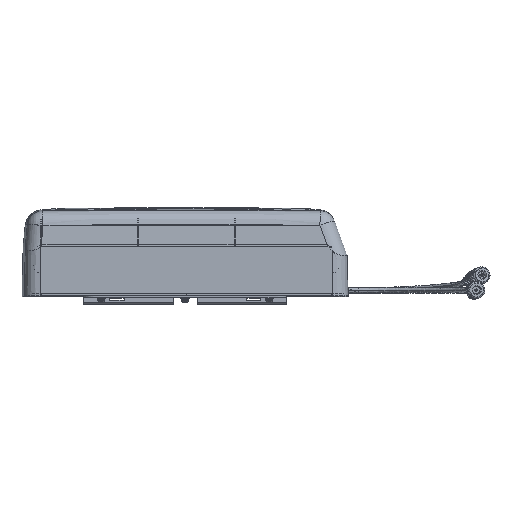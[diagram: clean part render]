
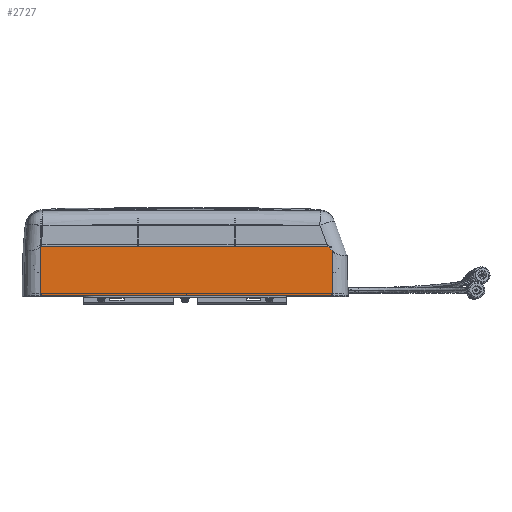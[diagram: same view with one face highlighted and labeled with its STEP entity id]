
A CAD part, top view. The second image highlights one B-rep face of the part: STEP entity #2727.
In plain terms, the highlighted face is planar.
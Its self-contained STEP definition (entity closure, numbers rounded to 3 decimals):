
#169 = DIRECTION ( 'NONE',  ( 1., 0., 0. ) ) ;
#480 = CARTESIAN_POINT ( 'NONE',  ( -139.256, 46.106, 326.583 ) ) ;
#1498 = CARTESIAN_POINT ( 'NONE',  ( -0.042, -0.44, 327.64 ) ) ;
#2057 = EDGE_CURVE ( 'NONE', #12615, #26459, #40315, .T. ) ;
#2727 = ADVANCED_FACE ( 'NONE', ( #28108 ), #7108, .T. ) ;
#4038 = CARTESIAN_POINT ( 'NONE',  ( -138.952, 46.352, 326.578 ) ) ;
#5408 = VECTOR ( 'NONE', #34278, 1000. ) ;
#6788 = CARTESIAN_POINT ( 'NONE',  ( 139.171, -0.44, 327.64 ) ) ;
#6897 = EDGE_CURVE ( 'NONE', #26045, #26459, #9739, .T. ) ;
#6898 = DIRECTION ( 'NONE',  ( 0., 0.023, 1. ) ) ;
#7108 = PLANE ( 'NONE',  #45195 ) ;
#7558 = LINE ( 'NONE', #11107, #12855 ) ;
#9739 = LINE ( 'NONE', #19752, #5408 ) ;
#9791 = ORIENTED_EDGE ( 'NONE', *, *, #26250, .T. ) ;
#10896 = VERTEX_POINT ( 'NONE', #33398 ) ;
#11107 = CARTESIAN_POINT ( 'NONE',  ( 155.994, 46.476, 326.575 ) ) ;
#11276 = DIRECTION ( 'NONE',  ( 1., 0., 0. ) ) ;
#11350 = CARTESIAN_POINT ( 'NONE',  ( -139.256, -0.44, 327.64 ) ) ;
#11961 = EDGE_CURVE ( 'NONE', #26045, #23795, #28997, .T. ) ;
#12615 = VERTEX_POINT ( 'NONE', #30515 ) ;
#12855 = VECTOR ( 'NONE', #169, 1000. ) ;
#14025 = CARTESIAN_POINT ( 'NONE',  ( -0.969, -0.44, 327.64 ) ) ;
#14872 = VERTEX_POINT ( 'NONE', #41332 ) ;
#15398 = CARTESIAN_POINT ( 'NONE',  ( 137.252, 45.154, 326.605 ) ) ;
#17958 = EDGE_LOOP ( 'NONE', ( #44204, #19449, #21057, #43652, #45261, #9791 ) ) ;
#18669 = EDGE_CURVE ( 'NONE', #10896, #23795, #7558, .T. ) ;
#18738 = CARTESIAN_POINT ( 'NONE',  ( 139.171, 42.523, 326.665 ) ) ;
#18792 = CARTESIAN_POINT ( 'NONE',  ( 134.81, 46.476, 326.575 ) ) ;
#19430 = CARTESIAN_POINT ( 'NONE',  ( 134.81, 46.476, 326.575 ) ) ;
#19449 = ORIENTED_EDGE ( 'NONE', *, *, #6897, .F. ) ;
#19752 = CARTESIAN_POINT ( 'NONE',  ( 139.171, -0.44, 327.64 ) ) ;
#21057 = ORIENTED_EDGE ( 'NONE', *, *, #11961, .T. ) ;
#22073 = DIRECTION ( 'NONE',  ( 0., -1., 0.023 ) ) ;
#22155 = CARTESIAN_POINT ( 'NONE',  ( -138.374, 46.476, 326.575 ) ) ;
#23795 = VERTEX_POINT ( 'NONE', #18792 ) ;
#26045 = VERTEX_POINT ( 'NONE', #32789 ) ;
#26250 = EDGE_CURVE ( 'NONE', #14872, #12615, #30394, .T. ) ;
#26459 = VERTEX_POINT ( 'NONE', #6788 ) ;
#28108 = FACE_OUTER_BOUND ( 'NONE', #17958, .T. ) ;
#28997 =( BOUNDED_CURVE ( )  B_SPLINE_CURVE ( 3, ( #18738, #15398, #30399, #19430 ),
 .UNSPECIFIED., .F., .F. ) 
 B_SPLINE_CURVE_WITH_KNOTS ( ( 4, 4 ),
 ( 2.935, 3.12 ),
 .UNSPECIFIED. ) 
 CURVE ( )  GEOMETRIC_REPRESENTATION_ITEM ( )  RATIONAL_B_SPLINE_CURVE ( ( 1., 0.997, 0.997, 1. ) ) 
 REPRESENTATION_ITEM ( '' )  );
#30394 = LINE ( 'NONE', #11350, #33797 ) ;
#30399 = CARTESIAN_POINT ( 'NONE',  ( 135.794, 46.476, 326.575 ) ) ;
#30515 = CARTESIAN_POINT ( 'NONE',  ( -139.256, -0.44, 327.64 ) ) ;
#32789 = CARTESIAN_POINT ( 'NONE',  ( 139.171, 42.523, 326.665 ) ) ;
#33398 = CARTESIAN_POINT ( 'NONE',  ( -138.374, 46.476, 326.575 ) ) ;
#33797 = VECTOR ( 'NONE', #22073, 1000. ) ;
#34278 = DIRECTION ( 'NONE',  ( 0., -1., 0.023 ) ) ;
#36674 = CARTESIAN_POINT ( 'NONE',  ( -138.658, 46.476, 326.575 ) ) ;
#39118 = VECTOR ( 'NONE', #11276, 1000. ) ;
#39153 =( BOUNDED_CURVE ( )  B_SPLINE_CURVE ( 3, ( #22155, #36674, #4038, #480 ),
 .UNSPECIFIED., .F., .F. ) 
 B_SPLINE_CURVE_WITH_KNOTS ( ( 4, 4 ),
 ( 3.147, 3.204 ),
 .UNSPECIFIED. ) 
 CURVE ( )  GEOMETRIC_REPRESENTATION_ITEM ( )  RATIONAL_B_SPLINE_CURVE ( ( 1., 1., 1., 1. ) ) 
 REPRESENTATION_ITEM ( '' )  );
#40315 = LINE ( 'NONE', #1498, #39118 ) ;
#41332 = CARTESIAN_POINT ( 'NONE',  ( -139.256, 46.106, 326.583 ) ) ;
#43652 = ORIENTED_EDGE ( 'NONE', *, *, #18669, .F. ) ;
#44204 = ORIENTED_EDGE ( 'NONE', *, *, #2057, .T. ) ;
#45195 = AXIS2_PLACEMENT_3D ( 'NONE', #14025, #6898, #46601 ) ;
#45261 = ORIENTED_EDGE ( 'NONE', *, *, #45605, .T. ) ;
#45605 = EDGE_CURVE ( 'NONE', #10896, #14872, #39153, .T. ) ;
#46601 = DIRECTION ( 'NONE',  ( 1., 0., 0. ) ) ;
